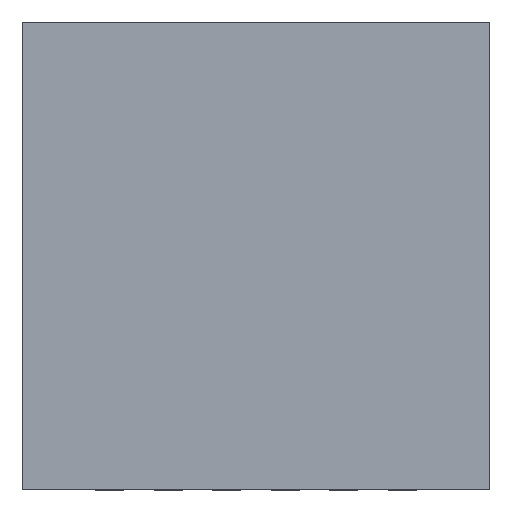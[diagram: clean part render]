
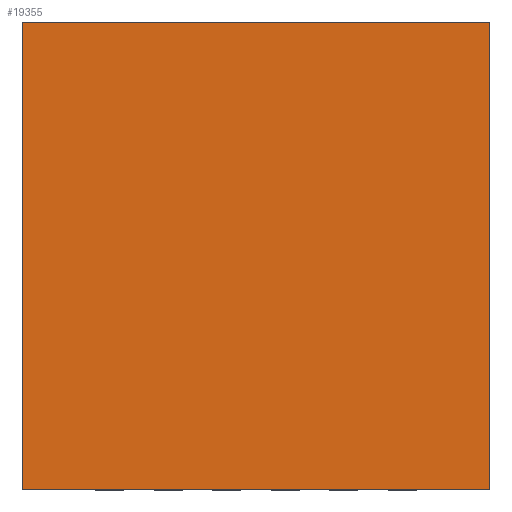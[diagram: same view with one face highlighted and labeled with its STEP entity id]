
A CAD part, top view. The second image highlights one B-rep face of the part: STEP entity #19355.
In plain terms, the highlighted face is planar.
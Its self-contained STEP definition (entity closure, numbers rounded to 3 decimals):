
#14652=DIRECTION('',(0.,0.,1.));
#14653=VECTOR('',#14652,4.);
#14654=CARTESIAN_POINT('',(-2.,0.975,-2.));
#14655=LINE('',#14654,#14653);
#14659=DIRECTION('',(-1.,0.,0.));
#14660=VECTOR('',#14659,4.);
#14661=CARTESIAN_POINT('',(2.,0.975,-2.));
#14662=LINE('',#14661,#14660);
#14666=DIRECTION('',(0.,0.,-1.));
#14667=VECTOR('',#14666,4.);
#14668=CARTESIAN_POINT('',(2.,0.975,2.));
#14669=LINE('',#14668,#14667);
#14673=DIRECTION('',(1.,0.,0.));
#14674=VECTOR('',#14673,4.);
#14675=CARTESIAN_POINT('',(-2.,0.975,2.));
#14676=LINE('',#14675,#14674);
#16008=CARTESIAN_POINT('',(-2.,0.975,-2.));
#16009=CARTESIAN_POINT('',(-2.,0.975,2.));
#16010=VERTEX_POINT('',#16008);
#16011=VERTEX_POINT('',#16009);
#16012=CARTESIAN_POINT('',(2.,0.975,2.));
#16013=VERTEX_POINT('',#16012);
#16014=CARTESIAN_POINT('',(2.,0.975,-2.));
#16015=VERTEX_POINT('',#16014);
#19344=CARTESIAN_POINT('',(0.,0.975,0.));
#19345=DIRECTION('',(0.,1.,0.));
#19346=DIRECTION('',(1.,0.,0.));
#19347=AXIS2_PLACEMENT_3D('',#19344,#19345,#19346);
#19348=PLANE('',#19347);
#19349=ORIENTED_EDGE('',*,*,#17484,.F.);
#19350=ORIENTED_EDGE('',*,*,#17622,.F.);
#19351=ORIENTED_EDGE('',*,*,#18404,.F.);
#19352=ORIENTED_EDGE('',*,*,#19150,.F.);
#19353=EDGE_LOOP('',(#19349,#19350,#19351,#19352));
#19354=FACE_OUTER_BOUND('',#19353,.F.);
#17484=EDGE_CURVE('',#16010,#16011,#14655,.T.);
#17622=EDGE_CURVE('',#16015,#16010,#14662,.T.);
#18404=EDGE_CURVE('',#16013,#16015,#14669,.T.);
#19150=EDGE_CURVE('',#16011,#16013,#14676,.T.);
#19355=ADVANCED_FACE('',(#19354),#19348,.T.);
